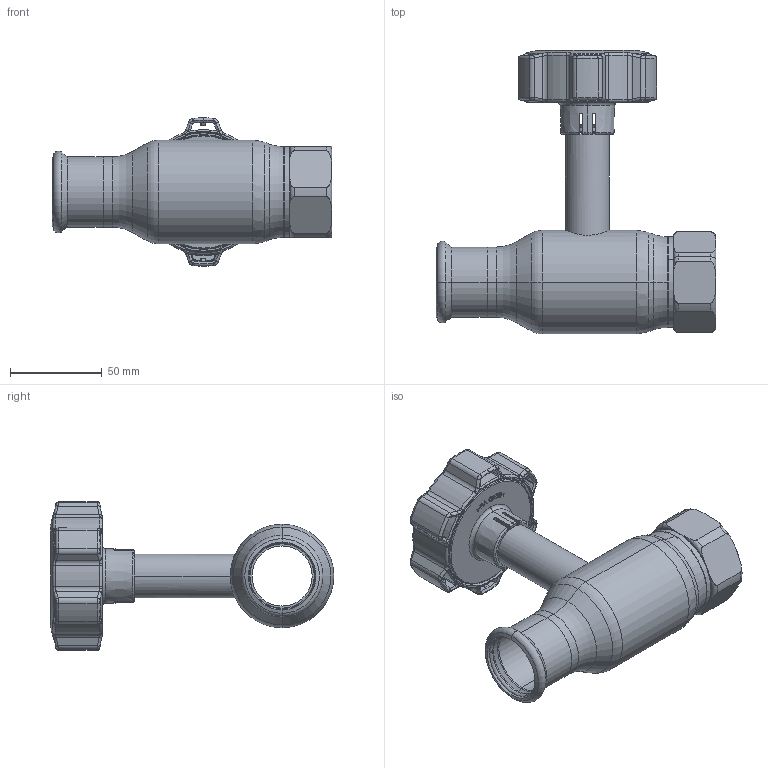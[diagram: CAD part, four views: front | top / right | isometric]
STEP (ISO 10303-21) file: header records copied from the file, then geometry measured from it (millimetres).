
FILE_DESCRIPTION (( 'STEP AP214' ), '1' );
FILE_NAME ('1032001001-1200.step', '2024-01-16T10:03:10', ( '' ), ( '' ), 'SwSTEP 2.0', 'SolidWorks 2021', '' );
FILE_SCHEMA (( 'AUTOMOTIVE_DESIGN' ));
Length unit declared in the file: millimetre
Products named in the file (1): 1032001001-1200
Bounding box: 152.5 x 154.8 x 81 mm (x, y, z)
Surface area: 64407.1 mm2 (no closed solid volume)
Topology: 0 solids, 19 shells, 571 faces, 1814 edges, 1223 vertices
Faces by surface type: bspline 183, cylinder 136, plane 111, cone 74, torus 66, sphere 1
Entity records: 37299 total; most frequent: CARTESIAN_POINT 17194, ORIENTED_EDGE 3048, DIRECTION 2289, EDGE_CURVE 1812, VERTEX_POINT 1223, AXIS2_PLACEMENT_3D 905, B_SPLINE_CURVE_WITH_KNOTS 769, EDGE_LOOP 605
